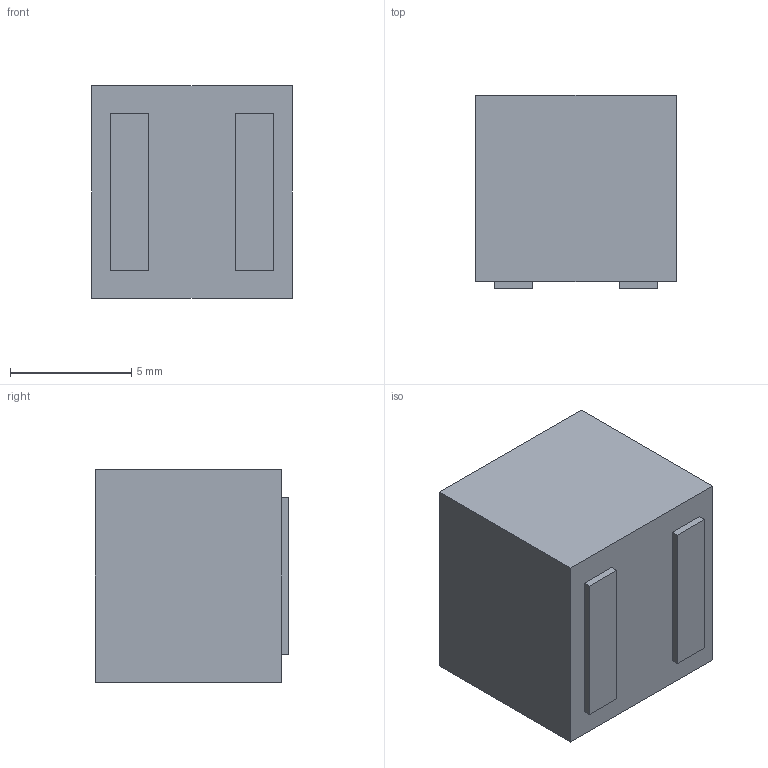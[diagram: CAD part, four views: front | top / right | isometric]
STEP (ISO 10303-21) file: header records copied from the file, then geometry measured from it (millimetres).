
FILE_DESCRIPTION(('FreeCAD Model'),'2;1');
FILE_NAME('Open CASCADE Shape Model','2024-10-31T20:26:56',(''),(''), 'Open CASCADE STEP processor 7.6','FreeCAD','Unknown');
FILE_SCHEMA(('AUTOMOTIVE_DESIGN { 1 0 10303 214 1 1 1 1 }'));
Length unit declared in the file: millimetre
Products named in the file (1): Coilcraft-XAL8080
Bounding box: 8.3 x 8 x 8.8 mm (x, y, z)
Volume: 568.6 mm3; surface area: 419.2 mm2
Topology: 1 solids, 1 shells, 60 faces, 139 edges, 88 vertices
Faces by surface type: plane 42, bspline 18
Entity records: 2565 total; most frequent: CARTESIAN_POINT 894, ORIENTED_EDGE 278, DIRECTION 189, EDGE_CURVE 139, LINE 103, VECTOR 103, VERTEX_POINT 88, FACE_BOUND 67
